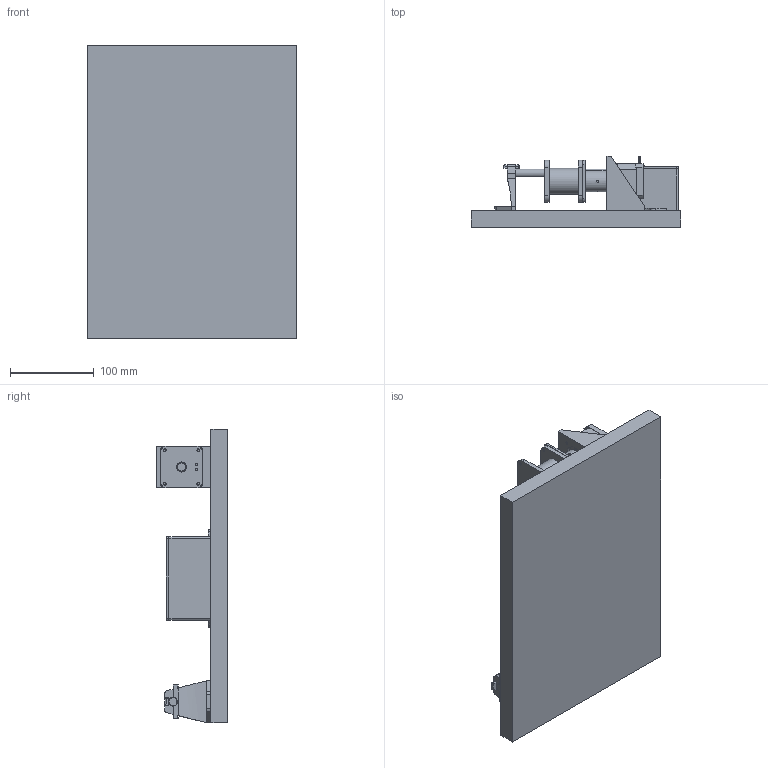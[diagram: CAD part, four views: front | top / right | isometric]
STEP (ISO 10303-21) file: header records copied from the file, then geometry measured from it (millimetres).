
FILE_DESCRIPTION(/* description */ (''),/* implementation_level */ '2;1');
FILE_NAME(/* name */ 'Winding Adapter.step',/* time_stamp */ '2023-05-08T12:43:29+02:00',/* author */ (''),/* organization */ (''),/* preprocessor_version */ 'ST-DEVELOPER v19.2',/* originating_system */ 'Autodesk Translation Framework v12.4.0.73',/* authorisation */ '');
FILE_SCHEMA (('AUTOMOTIVE_DESIGN { 1 0 10303 214 3 1 1 }'));
Length unit declared in the file: millimetre
Products named in the file (3): Winding Adapter; NEMA17_17HS19-2004S1_Stepperonline v1; Coil
Assembly tree (2 placements, depth 2):
  Winding Adapter
    NEMA17_17HS19-2004S1_Stepperonline v1
    Coil
Bounding box: 250 x 84.99 x 350 mm (x, y, z)
Volume: 2038198.3 mm3; surface area: 334458.3 mm2
Topology: 15 solids, 15 shells, 494 faces, 1236 edges, 800 vertices
Faces by surface type: plane 296, cylinder 178, bspline 12, cone 8
Full cylindrical faces by diameter (mm): 2 x2, 2.5 x12, 3 x16, 3.2 x12, 5 x2, 6 x12, 6.6 x1, 8 x5, 10 x2, 10.5 x1, 12 x2, 13 x2, 21.99 x1, 25 x1, 31 x1, 31.75 x1, 32 x1
Entity records: 15447 total; most frequent: CARTESIAN_POINT 3095, DIRECTION 2578, ORIENTED_EDGE 2448, EDGE_CURVE 1224, AXIS2_PLACEMENT_3D 883, LINE 812, VECTOR 812, VERTEX_POINT 800
